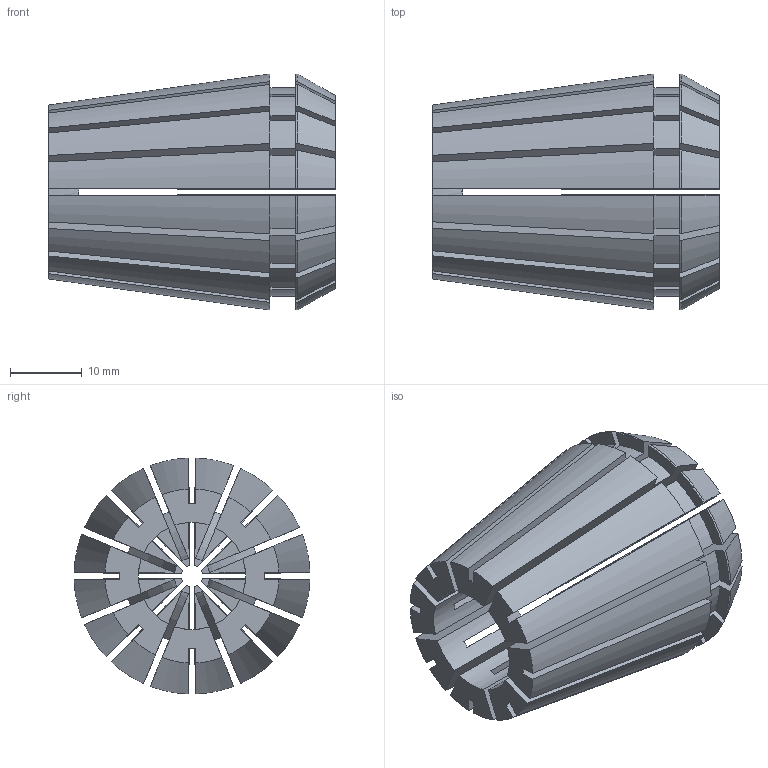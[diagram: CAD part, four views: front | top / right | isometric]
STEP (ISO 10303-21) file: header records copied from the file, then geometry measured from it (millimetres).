
FILE_DESCRIPTION (( 'STEP AP203' ), '1' );
FILE_NAME ('STP-5250-122-032-003-0(04232-03).STEP', '2022-09-01T08:38:12', ( '' ), ( '' ), 'SwSTEP 2.0', 'SolidWorks 2017', '' );
FILE_SCHEMA (( 'CONFIG_CONTROL_DESIGN' ));
Length unit declared in the file: millimetre
Products named in the file (1): STP-5250-122-032-003-0(04232-03)
Bounding box: 40 x 32.99 x 32.99 mm (x, y, z)
Volume: 17378.7 mm3; surface area: 17008.5 mm2
Topology: 1 solids, 1 shells, 229 faces, 687 edges, 458 vertices
Faces by surface type: plane 104, cylinder 93, cone 32
Entity records: 8076 total; most frequent: CARTESIAN_POINT 1714, ORIENTED_EDGE 1374, DIRECTION 1315, EDGE_CURVE 687, AXIS2_PLACEMENT_3D 471, VERTEX_POINT 458, LINE 373, VECTOR 373
